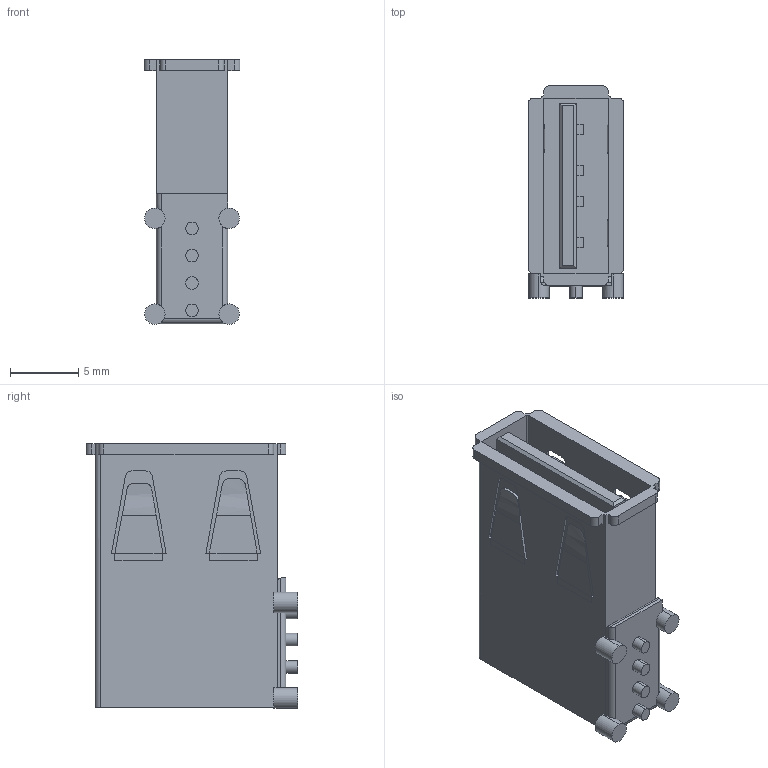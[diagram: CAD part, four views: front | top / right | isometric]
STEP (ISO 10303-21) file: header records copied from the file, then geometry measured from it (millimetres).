
FILE_DESCRIPTION (( 'STEP AP214' ), '1' );
FILE_NAME ('User Library-USB-STRT-CONN.STEP', '2015-11-12T14:46:13', ( 'Windows User' ), ( '' ), 'SwSTEP 2.0', 'SolidWorks 2016', '' );
FILE_SCHEMA (( 'AUTOMOTIVE_DESIGN' ));
Length unit declared in the file: millimetre
Products named in the file (1): User Library-USB-STRT-CONN
Bounding box: 7 x 15.47 x 19.35 mm (x, y, z)
Surface area: 1862.6 mm2 (no closed solid volume)
Topology: 0 solids, 10 shells, 190 faces, 478 edges, 316 vertices
Faces by surface type: plane 120, cylinder 51, bspline 19
Entity records: 8623 total; most frequent: CARTESIAN_POINT 1956, ORIENTED_EDGE 926, DIRECTION 887, EDGE_CURVE 478, LINE 329, VECTOR 329, VERTEX_POINT 316, AXIS2_PLACEMENT_3D 279
